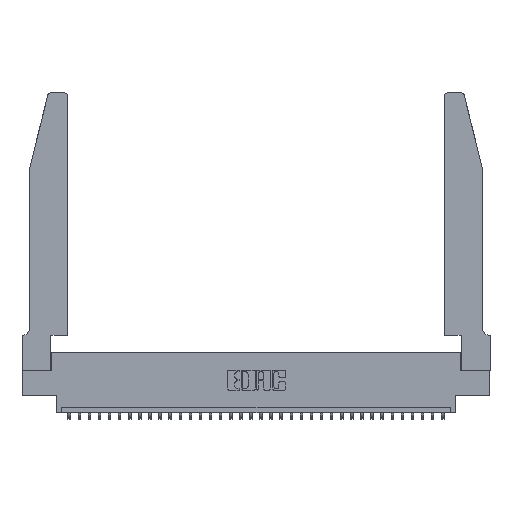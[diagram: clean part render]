
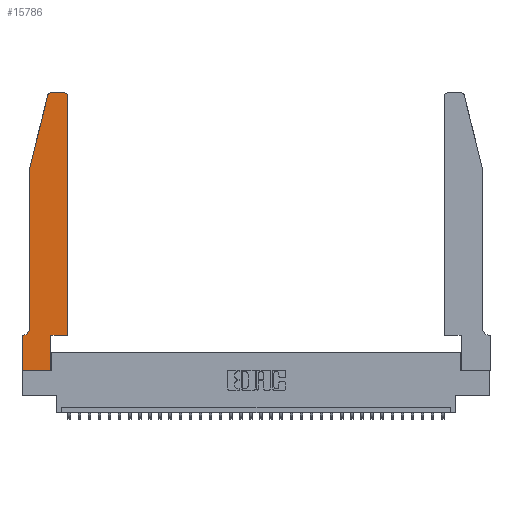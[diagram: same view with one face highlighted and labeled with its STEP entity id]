
A CAD part, top view. The second image highlights one B-rep face of the part: STEP entity #15786.
In plain terms, the highlighted planar face has unit normal (0, 0, 1).
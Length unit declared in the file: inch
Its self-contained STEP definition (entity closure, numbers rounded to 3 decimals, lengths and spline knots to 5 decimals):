
#102 = AXIS2_PLACEMENT_3D ( 'NONE', #31829, #15903, #23939 ) ;
#619 = ORIENTED_EDGE ( 'NONE', *, *, #14783, .T. ) ;
#627 = CARTESIAN_POINT ( 'NONE',  ( 0.0755, 2., 0.37 ) ) ;
#645 = CARTESIAN_POINT ( 'NONE',  ( 0.4505, 0.35, 0.37 ) ) ;
#854 = VERTEX_POINT ( 'NONE', #5643 ) ;
#1025 = CARTESIAN_POINT ( 'NONE',  ( 0.0055, 0.35, 0.37 ) ) ;
#1063 = CARTESIAN_POINT ( 'NONE',  ( 0., 0.35, 0.37 ) ) ;
#1073 = VECTOR ( 'NONE', #29515, 39.37008 ) ;
#1593 = DIRECTION ( 'NONE',  ( 0., 0., -1. ) ) ;
#1911 = DIRECTION ( 'NONE',  ( 0., 0., 1. ) ) ;
#2981 = EDGE_CURVE ( 'NONE', #21397, #23049, #25949, .T. ) ;
#3347 = EDGE_CURVE ( 'NONE', #7069, #25349, #20974, .T. ) ;
#4058 = EDGE_CURVE ( 'NONE', #25349, #26223, #30859, .T. ) ;
#4117 = CARTESIAN_POINT ( 'NONE',  ( 0.4505, 2.72, 0.37 ) ) ;
#4193 = ORIENTED_EDGE ( 'NONE', *, *, #22564, .T. ) ;
#4207 = VECTOR ( 'NONE', #28734, 39.37008 ) ;
#4242 = DIRECTION ( 'NONE',  ( -1., 0., 0. ) ) ;
#4351 = LINE ( 'NONE', #27540, #21547 ) ;
#4631 = LINE ( 'NONE', #31324, #4207 ) ;
#4632 = ORIENTED_EDGE ( 'NONE', *, *, #31046, .T. ) ;
#4775 = VECTOR ( 'NONE', #11800, 39.37008 ) ;
#4994 = VERTEX_POINT ( 'NONE', #645 ) ;
#5067 = VERTEX_POINT ( 'NONE', #19516 ) ;
#5288 = VECTOR ( 'NONE', #32485, 39.37008 ) ;
#5643 = CARTESIAN_POINT ( 'NONE',  ( 0.284, 2.75, 0.37 ) ) ;
#5915 = DIRECTION ( 'NONE',  ( -0.239, -0.971, 0. ) ) ;
#7069 = VERTEX_POINT ( 'NONE', #11670 ) ;
#8195 = CARTESIAN_POINT ( 'NONE',  ( 0.0755, 2., 0.37 ) ) ;
#8496 = DIRECTION ( 'NONE',  ( 1., 0., 0. ) ) ;
#10431 = VECTOR ( 'NONE', #31253, 39.37008 ) ;
#10527 = EDGE_CURVE ( 'NONE', #4994, #21397, #33334, .T. ) ;
#11066 = ORIENTED_EDGE ( 'NONE', *, *, #29346, .T. ) ;
#11160 = VERTEX_POINT ( 'NONE', #21436 ) ;
#11371 = PLANE ( 'NONE',  #18703 ) ;
#11670 = CARTESIAN_POINT ( 'NONE',  ( 0.0755, 2., 0.37 ) ) ;
#11752 = ORIENTED_EDGE ( 'NONE', *, *, #13449, .T. ) ;
#11800 = DIRECTION ( 'NONE',  ( -1., 0., 0. ) ) ;
#12501 = CARTESIAN_POINT ( 'NONE',  ( 0.0755, 0.42, 0.37 ) ) ;
#13354 = EDGE_CURVE ( 'NONE', #26223, #21512, #30248, .T. ) ;
#13449 = EDGE_CURVE ( 'NONE', #5067, #14992, #4351, .T. ) ;
#13560 = DIRECTION ( 'NONE',  ( 0., -1., 0. ) ) ;
#13959 = VECTOR ( 'NONE', #13560, 39.37008 ) ;
#14357 = LINE ( 'NONE', #627, #25493 ) ;
#14436 = CARTESIAN_POINT ( 'NONE',  ( 0.0755, 0.35, 0.37 ) ) ;
#14783 = EDGE_CURVE ( 'NONE', #24591, #4994, #30632, .T. ) ;
#14876 = ORIENTED_EDGE ( 'NONE', *, *, #2981, .T. ) ;
#14992 = VERTEX_POINT ( 'NONE', #32078 ) ;
#15162 = LINE ( 'NONE', #19797, #5288 ) ;
#15284 = FACE_OUTER_BOUND ( 'NONE', #23895, .T. ) ;
#15596 = AXIS2_PLACEMENT_3D ( 'NONE', #16829, #1593, #4242 ) ;
#15786 = ADVANCED_FACE ( 'NONE', ( #15284 ), #11371, .T. ) ;
#15903 = DIRECTION ( 'NONE',  ( 0., 0., 1. ) ) ;
#16715 = ORIENTED_EDGE ( 'NONE', *, *, #13354, .T. ) ;
#16829 = CARTESIAN_POINT ( 'NONE',  ( 0.0055, 0.42, 0.37 ) ) ;
#16840 = CARTESIAN_POINT ( 'NONE',  ( 0.2865, 0.35, 0.37 ) ) ;
#17898 = ORIENTED_EDGE ( 'NONE', *, *, #10527, .T. ) ;
#18232 = CARTESIAN_POINT ( 'NONE',  ( 0.4505, 0.35, 0.37 ) ) ;
#18703 = AXIS2_PLACEMENT_3D ( 'NONE', #1063, #1911, #23561 ) ;
#18770 = CARTESIAN_POINT ( 'NONE',  ( 0.4205, 2.75, 0.37 ) ) ;
#18865 = CARTESIAN_POINT ( 'NONE',  ( 0.4205, 2.72, 0.37 ) ) ;
#18879 = ORIENTED_EDGE ( 'NONE', *, *, #33231, .T. ) ;
#19204 = DIRECTION ( 'NONE',  ( 0., 0., 1. ) ) ;
#19516 = CARTESIAN_POINT ( 'NONE',  ( 0., 0., 0.37 ) ) ;
#19797 = CARTESIAN_POINT ( 'NONE',  ( 0.2605, 2.75, 0.37 ) ) ;
#20051 = CARTESIAN_POINT ( 'NONE',  ( 0., 0.35, 0.37 ) ) ;
#20974 = LINE ( 'NONE', #8195, #13959 ) ;
#21100 = EDGE_CURVE ( 'NONE', #11160, #7069, #14357, .T. ) ;
#21397 = VERTEX_POINT ( 'NONE', #4117 ) ;
#21436 = CARTESIAN_POINT ( 'NONE',  ( 0.25487, 2.72718, 0.37 ) ) ;
#21512 = VERTEX_POINT ( 'NONE', #20051 ) ;
#21547 = VECTOR ( 'NONE', #30693, 39.37008 ) ;
#21731 = VECTOR ( 'NONE', #26152, 39.37008 ) ;
#22564 = EDGE_CURVE ( 'NONE', #854, #11160, #29131, .T. ) ;
#22902 = ORIENTED_EDGE ( 'NONE', *, *, #3347, .T. ) ;
#23049 = VERTEX_POINT ( 'NONE', #18770 ) ;
#23291 = CARTESIAN_POINT ( 'NONE',  ( 0.4505, 0.35, 0.37 ) ) ;
#23561 = DIRECTION ( 'NONE',  ( 1., 0., 0. ) ) ;
#23895 = EDGE_LOOP ( 'NONE', ( #4632, #4193, #30657, #22902, #28513, #16715, #11066, #11752, #18879, #619, #17898, #14876 ) ) ;
#23939 = DIRECTION ( 'NONE',  ( 1., 0., 0. ) ) ;
#24027 = LINE ( 'NONE', #32338, #1073 ) ;
#24591 = VERTEX_POINT ( 'NONE', #16840 ) ;
#24603 = AXIS2_PLACEMENT_3D ( 'NONE', #18865, #19204, #8496 ) ;
#25349 = VERTEX_POINT ( 'NONE', #12501 ) ;
#25493 = VECTOR ( 'NONE', #5915, 39.37008 ) ;
#25949 = CIRCLE ( 'NONE', #24603, 0.03 ) ;
#26152 = DIRECTION ( 'NONE',  ( 0., 1., 0. ) ) ;
#26223 = VERTEX_POINT ( 'NONE', #1025 ) ;
#27540 = CARTESIAN_POINT ( 'NONE',  ( 0., 0., 0.37 ) ) ;
#28513 = ORIENTED_EDGE ( 'NONE', *, *, #4058, .T. ) ;
#28734 = DIRECTION ( 'NONE',  ( 0., -1., 0. ) ) ;
#29131 = CIRCLE ( 'NONE', #102, 0.03 ) ;
#29346 = EDGE_CURVE ( 'NONE', #21512, #5067, #4631, .T. ) ;
#29515 = DIRECTION ( 'NONE',  ( 0., 1., 0. ) ) ;
#30248 = LINE ( 'NONE', #14436, #4775 ) ;
#30632 = LINE ( 'NONE', #23291, #10431 ) ;
#30657 = ORIENTED_EDGE ( 'NONE', *, *, #21100, .T. ) ;
#30693 = DIRECTION ( 'NONE',  ( 1., 0., 0. ) ) ;
#30859 = CIRCLE ( 'NONE', #15596, 0.07 ) ;
#31046 = EDGE_CURVE ( 'NONE', #23049, #854, #15162, .T. ) ;
#31253 = DIRECTION ( 'NONE',  ( 1., 0., 0. ) ) ;
#31324 = CARTESIAN_POINT ( 'NONE',  ( 0., 0., 0.37 ) ) ;
#31829 = CARTESIAN_POINT ( 'NONE',  ( 0.284, 2.72, 0.37 ) ) ;
#32078 = CARTESIAN_POINT ( 'NONE',  ( 0.2865, 0., 0.37 ) ) ;
#32338 = CARTESIAN_POINT ( 'NONE',  ( 0.2865, 0.35, 0.37 ) ) ;
#32485 = DIRECTION ( 'NONE',  ( -1., 0., 0. ) ) ;
#33231 = EDGE_CURVE ( 'NONE', #14992, #24591, #24027, .T. ) ;
#33334 = LINE ( 'NONE', #18232, #21731 ) ;
